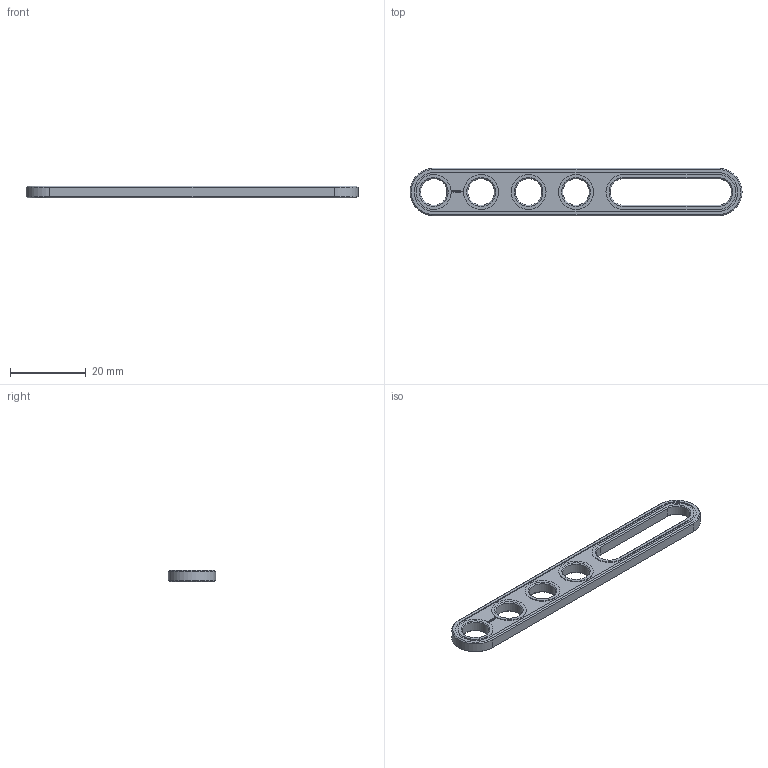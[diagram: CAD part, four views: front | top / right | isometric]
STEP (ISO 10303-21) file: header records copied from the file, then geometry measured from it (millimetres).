
FILE_DESCRIPTION(('FreeCAD Model'),'2;1');
FILE_NAME('Open CASCADE Shape Model','2021-02-23T23:34:25',( 'Paulo Kiefe'),('STEMFIE.org'),'Open CASCADE STEP processor 7.4', 'FreeCAD','Unknown');
FILE_SCHEMA(('AUTOMOTIVE_DESIGN { 1 0 10303 214 1 1 1 1 }'));
Length unit declared in the file: millimetre
Products named in the file (1): Brace_STR_SLT_SE_ERR_-_BU07x01x00.25x03_SPN-BRC-0133_(stemfie.org)
Bounding box: 87.5 x 12.5 x 3.12 mm (x, y, z)
Volume: 2074.6 mm3; surface area: 2431.5 mm2
Topology: 1 solids, 1 shells, 589 faces, 1627 edges, 1078 vertices
Faces by surface type: plane 343, extrusion 214, cone 16, cylinder 16
Full cylindrical faces by diameter (mm): 7 x4, 9.2 x4
Entity records: 41379 total; most frequent: CARTESIAN_POINT 10518, DIRECTION 4817, VECTOR 3937, LINE 3723, ORIENTED_EDGE 3254, PCURVE 3254, DEFINITIONAL_REPRESENTATION 3254, EDGE_CURVE 1627
